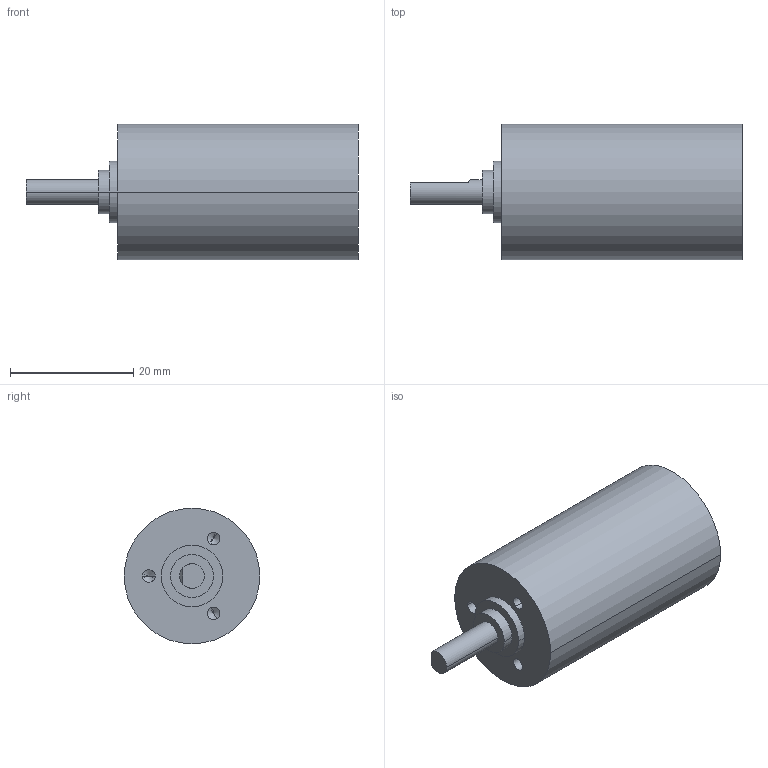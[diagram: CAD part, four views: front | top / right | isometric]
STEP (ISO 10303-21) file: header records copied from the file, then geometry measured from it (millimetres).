
FILE_DESCRIPTION((''),'2;1');
FILE_NAME('3562374','2016-10-04T',('mmagvisi'),(''),'CREO PARAMETRIC BY PTC INC, 2016050','CREO PARAMETRIC BY PTC INC, 2016050','');
FILE_SCHEMA(('CONFIG_CONTROL_DESIGN'));
Length unit declared in the file: millimetre
Products named in the file (1): 3562374
Bounding box: 53.85 x 22 x 22 mm (x, y, z)
Volume: 15077.4 mm3; surface area: 3799.5 mm2
Topology: 1 solids, 1 shells, 27 faces, 60 edges, 35 vertices
Faces by surface type: cylinder 14, plane 7, cone 6
Entity records: 992 total; most frequent: DIRECTION 134, CARTESIAN_POINT 123, ORIENTED_EDGE 108, COLOUR_RGB 60, PRESENTATION_STYLE_ASSIGNMENT 55, STYLED_ITEM 55, AXIS2_PLACEMENT_3D 55, CURVE_STYLE 54
